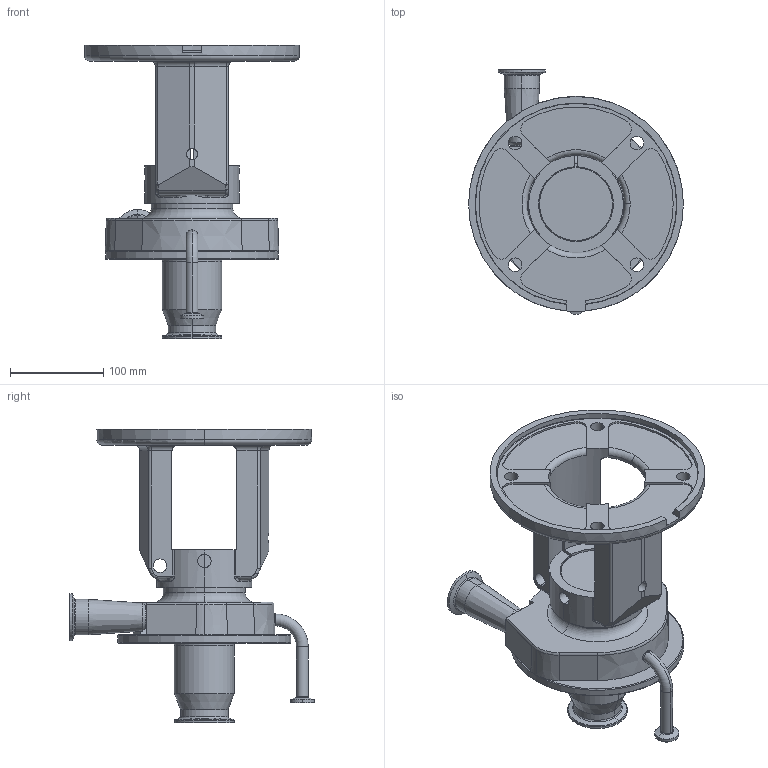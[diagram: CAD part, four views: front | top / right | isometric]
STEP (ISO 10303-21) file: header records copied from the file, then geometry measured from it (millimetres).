
FILE_DESCRIPTION (( 'STEP AP214' ), '1' );
FILE_NAME ('FPR 712 180TC VERT 1-2 IN ELBOW FRONT.STEP', '2023-09-14T14:08:02', ( '' ), ( '' ), 'SwSTEP 2.0', 'SolidWorks 2023', '' );
FILE_SCHEMA (( 'AUTOMOTIVE_DESIGN' ));
Length unit declared in the file: millimetre
Products named in the file (1): FPR 712 180TC VERT 1-2 IN ELBOW FRONT
Bounding box: 230 x 261.7 x 314 mm (x, y, z)
Volume: 1836731.5 mm3; surface area: 367932.9 mm2
Topology: 1 solids, 1 shells, 392 faces, 978 edges, 586 vertices
Faces by surface type: cylinder 145, torus 91, plane 73, cone 71, bspline 10, sphere 2
Entity records: 13650 total; most frequent: CARTESIAN_POINT 4189, DIRECTION 2130, ORIENTED_EDGE 1932, EDGE_CURVE 966, AXIS2_PLACEMENT_3D 891, VERTEX_POINT 585, CIRCLE 508, EDGE_LOOP 431
